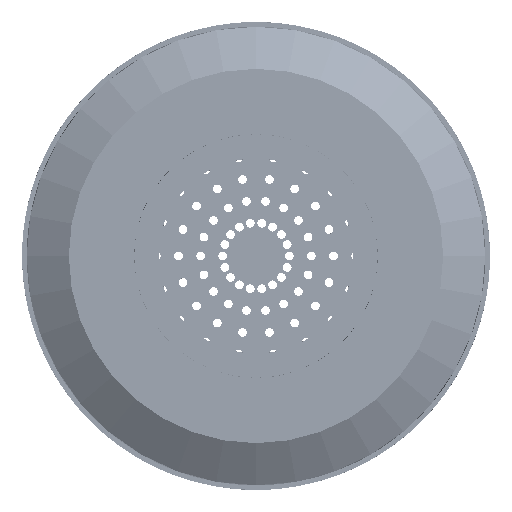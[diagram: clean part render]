
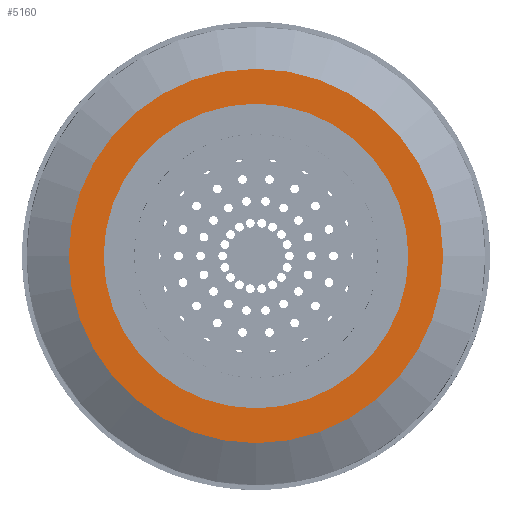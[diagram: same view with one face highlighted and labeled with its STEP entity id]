
A CAD part, left-side view. The second image highlights one B-rep face of the part: STEP entity #5160.
In plain terms, the highlighted planar face has unit normal (-1, 0, 0).
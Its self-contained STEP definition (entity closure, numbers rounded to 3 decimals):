
#5160=ADVANCED_FACE('',(#11987,#11988),#11989,.T.);
#11987=FACE_BOUND('',#20562,.T.);
#11988=FACE_OUTER_BOUND('',#20563,.T.);
#11989=PLANE('',#20564);
#20562=EDGE_LOOP('',(#36734,#36735));
#20563=EDGE_LOOP('',(#36736,#36737));
#20564=AXIS2_PLACEMENT_3D('',#36738,#36739,#36740);
#36734=ORIENTED_EDGE('',*,*,#58403,.F.);
#36735=ORIENTED_EDGE('',*,*,#58398,.F.);
#36736=ORIENTED_EDGE('',*,*,#58325,.T.);
#36737=ORIENTED_EDGE('',*,*,#58584,.T.);
#36738=CARTESIAN_POINT('',(-72.924,0.0,43.531));
#36739=DIRECTION('',(-1.0,0.0,0.0));
#36740=DIRECTION('',(0.0,-0.0,1.0));
#58325=EDGE_CURVE('',#72742,#72746,#72748,.T.);
#58398=EDGE_CURVE('',#72887,#72883,#72889,.T.);
#58403=EDGE_CURVE('',#72883,#72887,#72894,.T.);
#58584=EDGE_CURVE('',#72746,#72742,#73129,.T.);
#72742=VERTEX_POINT('',#100431);
#72746=VERTEX_POINT('',#100436);
#72748=CIRCLE('',#100439,48.0);
#72883=VERTEX_POINT('',#100608);
#72887=VERTEX_POINT('',#100613);
#72889=CIRCLE('',#100616,39.063);
#72894=CIRCLE('',#100621,39.063);
#73129=CIRCLE('',#100940,48.0);
#100431=CARTESIAN_POINT('',(-72.924,0.0,48.0));
#100436=CARTESIAN_POINT('',(-72.924,0.,-48.0));
#100439=AXIS2_PLACEMENT_3D('',#119644,#119645,#119646);
#100608=CARTESIAN_POINT('',(-72.924,0.0,39.063));
#100613=CARTESIAN_POINT('',(-72.924,0.,-39.063));
#100616=AXIS2_PLACEMENT_3D('',#119779,#119780,#119781);
#100621=AXIS2_PLACEMENT_3D('',#119788,#119789,#119790);
#100940=AXIS2_PLACEMENT_3D('',#119977,#119978,#119979);
#119644=CARTESIAN_POINT('',(-72.924,0.0,0.0));
#119645=DIRECTION('',(-1.0,0.0,0.0));
#119646=DIRECTION('',(0.0,-0.0,1.0));
#119779=CARTESIAN_POINT('',(-72.924,0.0,0.0));
#119780=DIRECTION('',(-1.0,0.0,0.0));
#119781=DIRECTION('',(0.0,-0.0,1.0));
#119788=CARTESIAN_POINT('',(-72.924,0.0,0.0));
#119789=DIRECTION('',(-1.0,0.0,0.0));
#119790=DIRECTION('',(0.0,-0.0,1.0));
#119977=CARTESIAN_POINT('',(-72.924,0.0,0.0));
#119978=DIRECTION('',(-1.0,0.0,0.0));
#119979=DIRECTION('',(0.0,-0.0,1.0));
